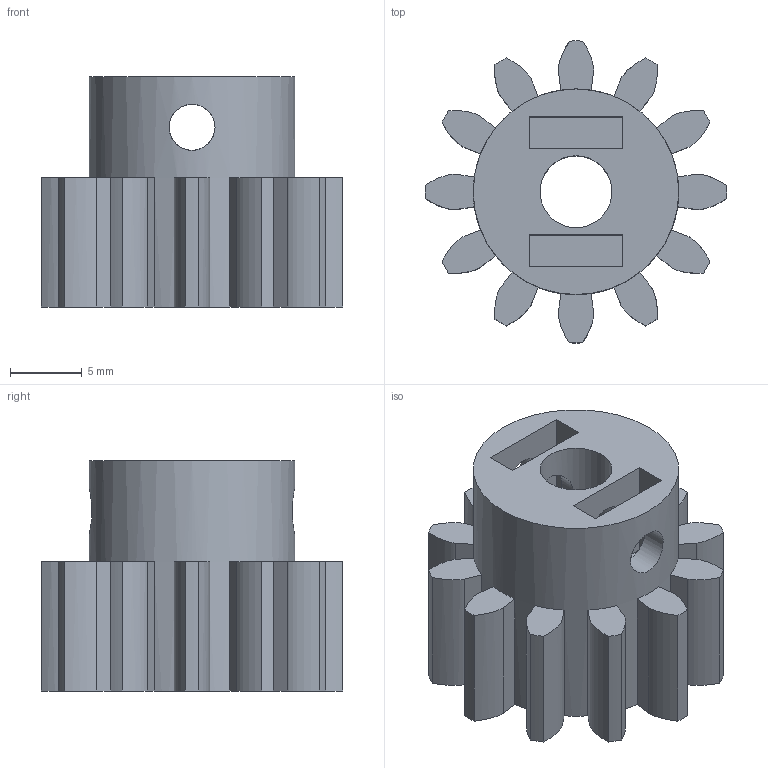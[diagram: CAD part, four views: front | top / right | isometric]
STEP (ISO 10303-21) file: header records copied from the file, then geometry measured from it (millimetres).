
FILE_DESCRIPTION(/* description */ (''),/* implementation_level */ '2;1');
FILE_NAME(/* name */ 'gearMotor.step',/* time_stamp */ '2025-11-02T19:15:37-03:00',/* author */ (''),/* organization */ (''),/* preprocessor_version */ 'ST-DEVELOPER v20.1',/* originating_system */ 'Autodesk Translation Framework v14.17.0.0',/* authorisation */ '');
FILE_SCHEMA (('AUTOMOTIVE_DESIGN { 1 0 10303 214 3 1 1 }'));
Length unit declared in the file: millimetre
Products named in the file (2): engranajeMotor; Spur Gear (12 teeth)
Assembly tree (1 placements, depth 2):
  engranajeMotor
    Spur Gear (12 teeth)
Bounding box: 21 x 21 x 16 mm (x, y, z)
Volume: 2762.1 mm3; surface area: 2301.9 mm2
Topology: 1 solids, 1 shells, 90 faces, 263 edges, 177 vertices
Faces by surface type: plane 48, bspline 24, cylinder 18
Full cylindrical faces by diameter (mm): 3.2 x4, 5 x1, 14.298 x1
Entity records: 10064 total; most frequent: CARTESIAN_POINT 7799, ORIENTED_EDGE 526, DIRECTION 400, EDGE_CURVE 263, VERTEX_POINT 177, LINE 150, VECTOR 150, AXIS2_PLACEMENT_3D 125
